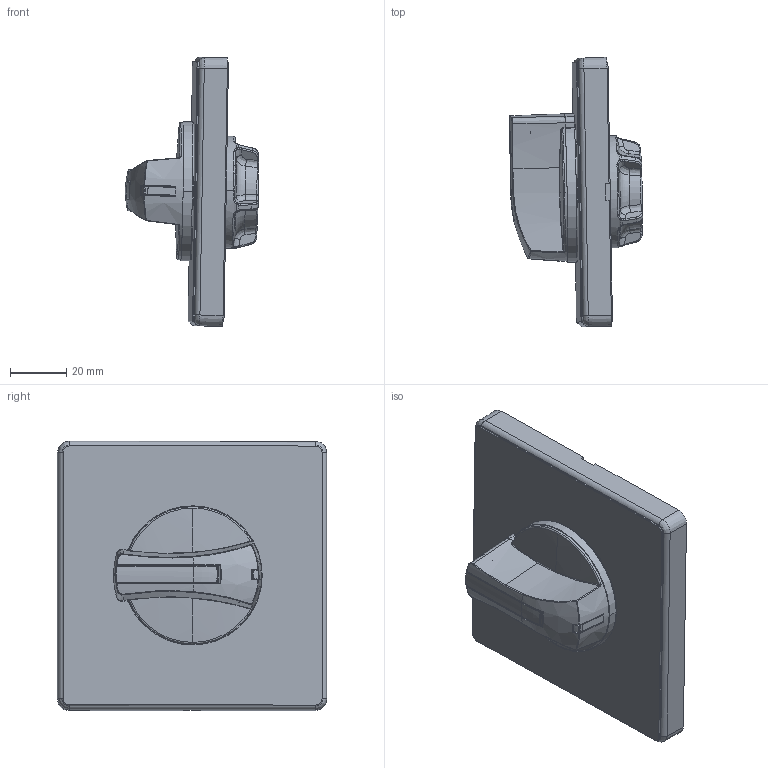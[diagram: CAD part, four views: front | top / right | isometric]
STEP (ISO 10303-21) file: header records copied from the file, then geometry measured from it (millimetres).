
FILE_DESCRIPTION (( 'STEP AP214' ), '1' );
FILE_NAME ('Ñáîðêà1.STEP', '2025-02-19T07:50:47', ( '' ), ( '' ), 'SwSTEP 2.0', 'SolidWorks 2022', '' );
FILE_SCHEMA (( 'AUTOMOTIVE_DESIGN' ));
Length unit declared in the file: millimetre
Products named in the file (1): Сборка1
Bounding box: 47.55 x 95.99 x 96.01 mm (x, y, z)
Volume: 134599.4 mm3; surface area: 27461 mm2
Topology: 1 solids, 28 shells, 617 faces, 1450 edges, 894 vertices
Faces by surface type: bspline 209, plane 181, cylinder 93, torus 53, cone 47, sphere 34
Entity records: 33413 total; most frequent: CARTESIAN_POINT 14335, ORIENTED_EDGE 2900, DIRECTION 2094, EDGE_CURVE 1450, VERTEX_POINT 894, AXIS2_PLACEMENT_3D 849, EDGE_LOOP 624, UNCERTAINTY_MEASURE_WITH_UNIT 618
